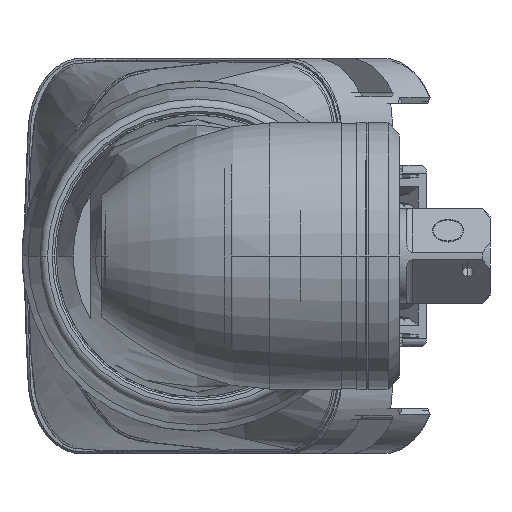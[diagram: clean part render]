
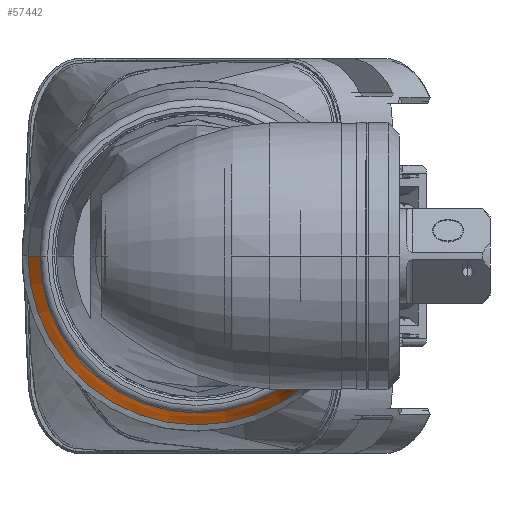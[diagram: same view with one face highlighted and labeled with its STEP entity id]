
A CAD part, left-side view. The second image highlights one B-rep face of the part: STEP entity #57442.
In plain terms, the highlighted conical face has half-angle 9 degrees and reference radius 21.417 mm.
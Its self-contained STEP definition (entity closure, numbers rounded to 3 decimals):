
#56870=CARTESIAN_POINT('',(-16.906,0.,0.));
#56871=DIRECTION('',(-1.,0.,0.));
#56872=DIRECTION('',(0.,1.,0.));
#56873=AXIS2_PLACEMENT_3D('',#56870,#56871,#56872);
#56875=DIRECTION('',(-0.988,0.156,0.));
#56876=VECTOR('',#56875,10.011);
#56877=CARTESIAN_POINT('',(-7.018,-22.2,
0.));
#56878=LINE('',#56877,#56876);
#56879=CARTESIAN_POINT('',(-7.018,0.,0.));
#56880=DIRECTION('',(-1.,0.,0.));
#56881=DIRECTION('',(0.,1.,0.));
#56882=AXIS2_PLACEMENT_3D('',#56879,#56880,#56881);
#56884=DIRECTION('',(-0.988,-0.156,0.));
#56885=VECTOR('',#56884,10.011);
#56886=CARTESIAN_POINT('',(-7.018,22.2,
0.));
#56887=LINE('',#56886,#56885);
#57195=CARTESIAN_POINT('',(-16.906,20.634,0.));
#57196=CARTESIAN_POINT('',(-16.906,-20.634,0.));
#57197=VERTEX_POINT('',#57195);
#57198=VERTEX_POINT('',#57196);
#57231=CARTESIAN_POINT('',(-7.018,22.2,0.));
#57232=CARTESIAN_POINT('',(-7.018,-22.2,0.));
#57233=VERTEX_POINT('',#57231);
#57234=VERTEX_POINT('',#57232);
#57428=CARTESIAN_POINT('',(-11.962,0.,0.));
#57429=DIRECTION('',(1.,0.,0.));
#57430=DIRECTION('',(0.,-1.,0.));
#57431=AXIS2_PLACEMENT_3D('',#57428,#57429,#57430);
#57432=CONICAL_SURFACE('',#57431,21.417,9.);
#57434=ORIENTED_EDGE('',*,*,#57433,.T.);
#57436=ORIENTED_EDGE('',*,*,#57435,.F.);
#57437=ORIENTED_EDGE('',*,*,#57418,.F.);
#57439=ORIENTED_EDGE('',*,*,#57438,.T.);
#57440=EDGE_LOOP('',(#57434,#57436,#57437,#57439));
#57441=FACE_OUTER_BOUND('',#57440,.F.);
#56874=CIRCLE('',#56873,20.634);
#56883=CIRCLE('',#56882,22.2);
#57418=EDGE_CURVE('',#57233,#57234,#56883,.T.);
#57433=EDGE_CURVE('',#57197,#57198,#56874,.T.);
#57435=EDGE_CURVE('',#57234,#57198,#56878,.T.);
#57438=EDGE_CURVE('',#57233,#57197,#56887,.T.);
#57442=ADVANCED_FACE('',(#57441),#57432,.T.);
